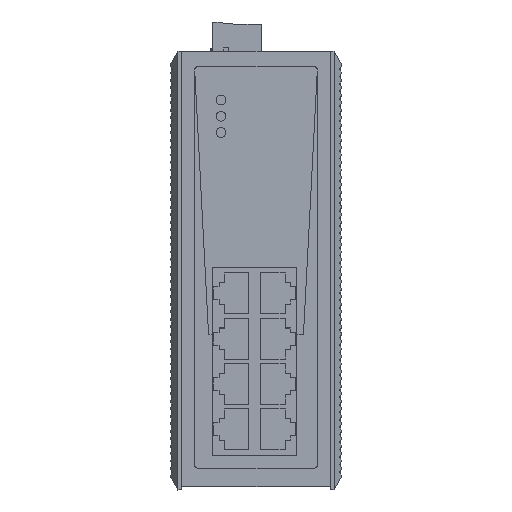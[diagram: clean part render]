
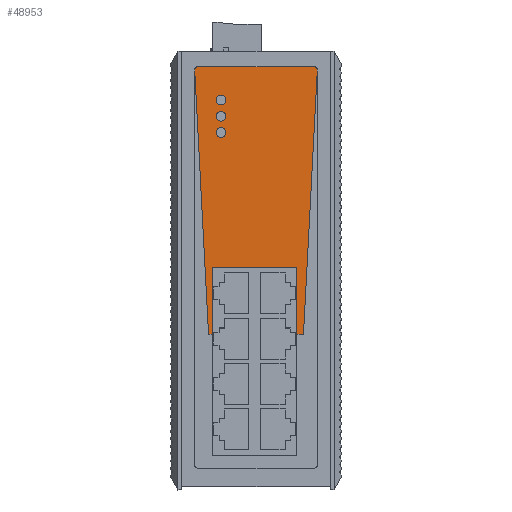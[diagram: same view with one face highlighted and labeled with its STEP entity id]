
A CAD part, top view. The second image highlights one B-rep face of the part: STEP entity #48953.
In plain terms, the highlighted planar face has unit normal (0, 0, 1).
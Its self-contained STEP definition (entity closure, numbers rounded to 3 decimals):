
#48596=AXIS2_PLACEMENT_3D('Circle Axis2P3D',#48594,#48595,$) ;
#48807=AXIS2_PLACEMENT_3D('Plane Axis2P3D',#48804,#48805,#48806) ;
#48827=AXIS2_PLACEMENT_3D('Circle Axis2P3D',#48825,#48826,$) ;
#48841=AXIS2_PLACEMENT_3D('Circle Axis2P3D',#48839,#48840,$) ;
#48901=AXIS2_PLACEMENT_3D('Circle Axis2P3D',#48899,#48900,$) ;
#48910=AXIS2_PLACEMENT_3D('Circle Axis2P3D',#48908,#48909,$) ;
#48919=AXIS2_PLACEMENT_3D('Circle Axis2P3D',#48917,#48918,$) ;
#48928=AXIS2_PLACEMENT_3D('Circle Axis2P3D',#48926,#48927,$) ;
#48937=AXIS2_PLACEMENT_3D('Circle Axis2P3D',#48935,#48936,$) ;
#48946=AXIS2_PLACEMENT_3D('Circle Axis2P3D',#48944,#48945,$) ;
#48591=CARTESIAN_POINT('Vertex',(7.527,128.44,113.3)) ;
#48594=CARTESIAN_POINT('Axis2P3D Location',(8.527,128.44,113.3)) ;
#48598=CARTESIAN_POINT('Vertex',(7.56,128.694,113.3)) ;
#48788=CARTESIAN_POINT('Vertex',(7.656,126.86,113.3)) ;
#48791=CARTESIAN_POINT('Line Origine',(7.592,127.65,113.3)) ;
#48804=CARTESIAN_POINT('Axis2P3D Location',(0.027,1.,113.3)) ;
#48809=CARTESIAN_POINT('Line Origine',(40.031,47.813,113.3)) ;
#48813=CARTESIAN_POINT('Vertex',(39.007,47.813,113.3)) ;
#48815=CARTESIAN_POINT('Vertex',(41.056,47.813,113.3)) ;
#48818=CARTESIAN_POINT('Line Origine',(43.191,88.567,113.3)) ;
#48822=CARTESIAN_POINT('Vertex',(45.327,129.32,113.3)) ;
#48825=CARTESIAN_POINT('Axis2P3D Location',(44.327,129.32,113.3)) ;
#48829=CARTESIAN_POINT('Vertex',(44.327,130.32,113.3)) ;
#48832=CARTESIAN_POINT('Line Origine',(26.427,130.32,113.3)) ;
#48836=CARTESIAN_POINT('Vertex',(8.527,130.32,113.3)) ;
#48839=CARTESIAN_POINT('Axis2P3D Location',(8.528,129.32,113.3)) ;
#48843=CARTESIAN_POINT('Vertex',(7.527,129.32,113.3)) ;
#48846=CARTESIAN_POINT('Line Origine',(7.544,129.007,113.3)) ;
#48851=CARTESIAN_POINT('Line Origine',(9.727,87.337,113.3)) ;
#48855=CARTESIAN_POINT('Vertex',(11.799,47.813,113.3)) ;
#48858=CARTESIAN_POINT('Line Origine',(12.413,47.813,113.3)) ;
#48862=CARTESIAN_POINT('Vertex',(13.027,47.813,113.3)) ;
#48865=CARTESIAN_POINT('Line Origine',(13.027,58.117,113.3)) ;
#48869=CARTESIAN_POINT('Vertex',(13.027,68.42,113.3)) ;
#48872=CARTESIAN_POINT('Line Origine',(26.017,68.42,113.3)) ;
#48876=CARTESIAN_POINT('Vertex',(39.007,68.42,113.3)) ;
#48879=CARTESIAN_POINT('Line Origine',(39.007,58.117,113.3)) ;
#48899=CARTESIAN_POINT('Axis2P3D Location',(15.627,120.01,113.3)) ;
#48903=CARTESIAN_POINT('Vertex',(17.127,120.01,113.3)) ;
#48905=CARTESIAN_POINT('Vertex',(14.127,120.01,113.3)) ;
#48908=CARTESIAN_POINT('Axis2P3D Location',(15.627,120.01,113.3)) ;
#48917=CARTESIAN_POINT('Axis2P3D Location',(15.627,115.01,113.3)) ;
#48921=CARTESIAN_POINT('Vertex',(17.127,115.01,113.3)) ;
#48923=CARTESIAN_POINT('Vertex',(14.127,115.01,113.3)) ;
#48926=CARTESIAN_POINT('Axis2P3D Location',(15.627,115.01,113.3)) ;
#48935=CARTESIAN_POINT('Axis2P3D Location',(15.627,110.01,113.3)) ;
#48939=CARTESIAN_POINT('Vertex',(17.127,110.01,113.3)) ;
#48941=CARTESIAN_POINT('Vertex',(14.127,110.01,113.3)) ;
#48944=CARTESIAN_POINT('Axis2P3D Location',(15.627,110.01,113.3)) ;
#48595=DIRECTION('Axis2P3D Direction',(0.,0.,1.)) ;
#48792=DIRECTION('Vector Direction',(0.081,-0.997,0.)) ;
#48805=DIRECTION('Axis2P3D Direction',(0.,0.,1.)) ;
#48806=DIRECTION('Axis2P3D XDirection',(1.,0.,0.)) ;
#48810=DIRECTION('Vector Direction',(1.,0.,0.)) ;
#48819=DIRECTION('Vector Direction',(-0.052,-0.999,0.)) ;
#48826=DIRECTION('Axis2P3D Direction',(0.,0.,1.)) ;
#48833=DIRECTION('Vector Direction',(1.,0.,0.)) ;
#48840=DIRECTION('Axis2P3D Direction',(0.,0.,1.)) ;
#48847=DIRECTION('Vector Direction',(0.052,-0.999,0.)) ;
#48852=DIRECTION('Vector Direction',(0.052,-0.999,0.)) ;
#48859=DIRECTION('Vector Direction',(1.,0.,0.)) ;
#48866=DIRECTION('Vector Direction',(0.,-1.,0.)) ;
#48873=DIRECTION('Vector Direction',(-1.,0.,0.)) ;
#48880=DIRECTION('Vector Direction',(0.,1.,0.)) ;
#48900=DIRECTION('Axis2P3D Direction',(0.,0.,1.)) ;
#48909=DIRECTION('Axis2P3D Direction',(0.,0.,1.)) ;
#48918=DIRECTION('Axis2P3D Direction',(0.,0.,1.)) ;
#48927=DIRECTION('Axis2P3D Direction',(0.,0.,1.)) ;
#48936=DIRECTION('Axis2P3D Direction',(0.,0.,1.)) ;
#48945=DIRECTION('Axis2P3D Direction',(0.,0.,1.)) ;
#48793=VECTOR('Line Direction',#48792,1.) ;
#48811=VECTOR('Line Direction',#48810,1.) ;
#48820=VECTOR('Line Direction',#48819,1.) ;
#48834=VECTOR('Line Direction',#48833,1.) ;
#48848=VECTOR('Line Direction',#48847,1.) ;
#48853=VECTOR('Line Direction',#48852,1.) ;
#48860=VECTOR('Line Direction',#48859,1.) ;
#48867=VECTOR('Line Direction',#48866,1.) ;
#48874=VECTOR('Line Direction',#48873,1.) ;
#48881=VECTOR('Line Direction',#48880,1.) ;
#48885=ORIENTED_EDGE('',*,*,#48817,.T.) ;
#48886=ORIENTED_EDGE('',*,*,#48824,.F.) ;
#48887=ORIENTED_EDGE('',*,*,#48831,.T.) ;
#48888=ORIENTED_EDGE('',*,*,#48838,.F.) ;
#48889=ORIENTED_EDGE('',*,*,#48845,.T.) ;
#48890=ORIENTED_EDGE('',*,*,#48850,.T.) ;
#48891=ORIENTED_EDGE('',*,*,#48600,.T.) ;
#48892=ORIENTED_EDGE('',*,*,#48795,.T.) ;
#48893=ORIENTED_EDGE('',*,*,#48857,.T.) ;
#48894=ORIENTED_EDGE('',*,*,#48864,.T.) ;
#48895=ORIENTED_EDGE('',*,*,#48871,.F.) ;
#48896=ORIENTED_EDGE('',*,*,#48878,.F.) ;
#48897=ORIENTED_EDGE('',*,*,#48883,.F.) ;
#48914=ORIENTED_EDGE('',*,*,#48907,.F.) ;
#48915=ORIENTED_EDGE('',*,*,#48912,.F.) ;
#48932=ORIENTED_EDGE('',*,*,#48925,.F.) ;
#48933=ORIENTED_EDGE('',*,*,#48930,.F.) ;
#48950=ORIENTED_EDGE('',*,*,#48943,.F.) ;
#48951=ORIENTED_EDGE('',*,*,#48948,.F.) ;
#48916=FACE_BOUND('',#48913,.T.) ;
#48934=FACE_BOUND('',#48931,.T.) ;
#48952=FACE_BOUND('',#48949,.T.) ;
#48953=ADVANCED_FACE('AUFDRUCK_ORANGE',(#48898,#48916,#48934,#48952),#48808,.T.) ;
#48597=CIRCLE('generated circle',#48596,1.) ;
#48828=CIRCLE('generated circle',#48827,1.) ;
#48842=CIRCLE('generated circle',#48841,1.) ;
#48902=CIRCLE('generated circle',#48901,1.5) ;
#48911=CIRCLE('generated circle',#48910,1.5) ;
#48920=CIRCLE('generated circle',#48919,1.5) ;
#48929=CIRCLE('generated circle',#48928,1.5) ;
#48938=CIRCLE('generated circle',#48937,1.5) ;
#48947=CIRCLE('generated circle',#48946,1.5) ;
#48600=EDGE_CURVE('',#48599,#48592,#48597,.T.) ;
#48795=EDGE_CURVE('',#48592,#48789,#48794,.T.) ;
#48817=EDGE_CURVE('',#48814,#48816,#48812,.T.) ;
#48824=EDGE_CURVE('',#48823,#48816,#48821,.T.) ;
#48831=EDGE_CURVE('',#48823,#48830,#48828,.T.) ;
#48838=EDGE_CURVE('',#48837,#48830,#48835,.T.) ;
#48845=EDGE_CURVE('',#48837,#48844,#48842,.T.) ;
#48850=EDGE_CURVE('',#48844,#48599,#48849,.T.) ;
#48857=EDGE_CURVE('',#48789,#48856,#48854,.T.) ;
#48864=EDGE_CURVE('',#48856,#48863,#48861,.T.) ;
#48871=EDGE_CURVE('',#48870,#48863,#48868,.T.) ;
#48878=EDGE_CURVE('',#48877,#48870,#48875,.T.) ;
#48883=EDGE_CURVE('',#48814,#48877,#48882,.T.) ;
#48907=EDGE_CURVE('',#48904,#48906,#48902,.T.) ;
#48912=EDGE_CURVE('',#48906,#48904,#48911,.T.) ;
#48925=EDGE_CURVE('',#48922,#48924,#48920,.T.) ;
#48930=EDGE_CURVE('',#48924,#48922,#48929,.T.) ;
#48943=EDGE_CURVE('',#48940,#48942,#48938,.T.) ;
#48948=EDGE_CURVE('',#48942,#48940,#48947,.T.) ;
#48884=EDGE_LOOP('',(#48885,#48886,#48887,#48888,#48889,#48890,#48891,#48892,#48893,#48894,#48895,#48896,#48897)) ;
#48913=EDGE_LOOP('',(#48914,#48915)) ;
#48931=EDGE_LOOP('',(#48932,#48933)) ;
#48949=EDGE_LOOP('',(#48950,#48951)) ;
#48898=FACE_OUTER_BOUND('',#48884,.T.) ;
#48794=LINE('Line',#48791,#48793) ;
#48812=LINE('Line',#48809,#48811) ;
#48821=LINE('Line',#48818,#48820) ;
#48835=LINE('Line',#48832,#48834) ;
#48849=LINE('Line',#48846,#48848) ;
#48854=LINE('Line',#48851,#48853) ;
#48861=LINE('Line',#48858,#48860) ;
#48868=LINE('Line',#48865,#48867) ;
#48875=LINE('Line',#48872,#48874) ;
#48882=LINE('Line',#48879,#48881) ;
#48808=PLANE('',#48807) ;
#48592=VERTEX_POINT('',#48591) ;
#48599=VERTEX_POINT('',#48598) ;
#48789=VERTEX_POINT('',#48788) ;
#48814=VERTEX_POINT('',#48813) ;
#48816=VERTEX_POINT('',#48815) ;
#48823=VERTEX_POINT('',#48822) ;
#48830=VERTEX_POINT('',#48829) ;
#48837=VERTEX_POINT('',#48836) ;
#48844=VERTEX_POINT('',#48843) ;
#48856=VERTEX_POINT('',#48855) ;
#48863=VERTEX_POINT('',#48862) ;
#48870=VERTEX_POINT('',#48869) ;
#48877=VERTEX_POINT('',#48876) ;
#48904=VERTEX_POINT('',#48903) ;
#48906=VERTEX_POINT('',#48905) ;
#48922=VERTEX_POINT('',#48921) ;
#48924=VERTEX_POINT('',#48923) ;
#48940=VERTEX_POINT('',#48939) ;
#48942=VERTEX_POINT('',#48941) ;
